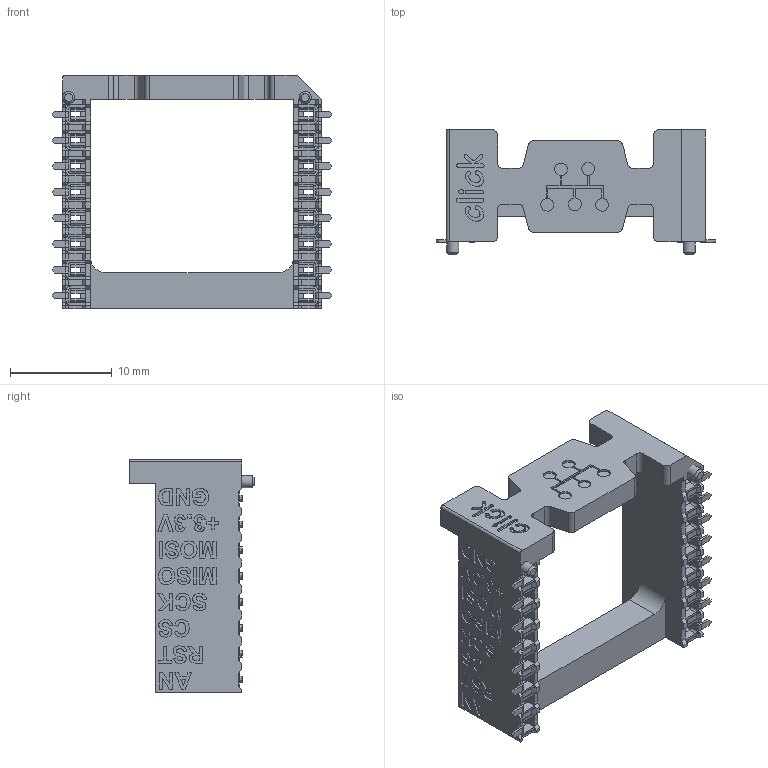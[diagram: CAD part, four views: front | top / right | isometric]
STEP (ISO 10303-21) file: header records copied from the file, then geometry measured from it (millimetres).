
FILE_DESCRIPTION(/* description */ (''),/* implementation_level */ '2;1');
FILE_NAME(/* name */ 'MikroBUS Socket SMD.step',/* time_stamp */ '2021-09-22T20:07:43+03:00',/* author */ (''),/* organization */ (''),/* preprocessor_version */ 'ST-DEVELOPER v18.1',/* originating_system */ 'Autodesk Translation Framework v10.10.0.1391',/* authorisation */ '');
FILE_SCHEMA (('AUTOMOTIVE_DESIGN { 1 0 10303 214 3 1 1 }'));
Length unit declared in the file: millimetre
Products named in the file (3): MikroBUS Socket SMD; MikroBUS Socket Body; MikroBUS SMD PIN
Assembly tree (17 placements, depth 2):
  MikroBUS Socket SMD
    MikroBUS Socket Body
    MikroBUS SMD PIN  x16
Bounding box: 27.46 x 12.2 x 22.88 mm (x, y, z)
Volume: 1401.9 mm3; surface area: 3454.6 mm2
Topology: 19 solids, 19 shells, 2453 faces, 6669 edges, 4317 vertices
Faces by surface type: plane 1653, bspline 476, cylinder 322, cone 2
Full cylindrical faces by diameter (mm): 1.2 x2
Entity records: 50049 total; most frequent: CARTESIAN_POINT 16981, ORIENTED_EDGE 7758, DIRECTION 4993, EDGE_CURVE 3879, LINE 2815, VECTOR 2815, VERTEX_POINT 2517, EDGE_LOOP 1530
